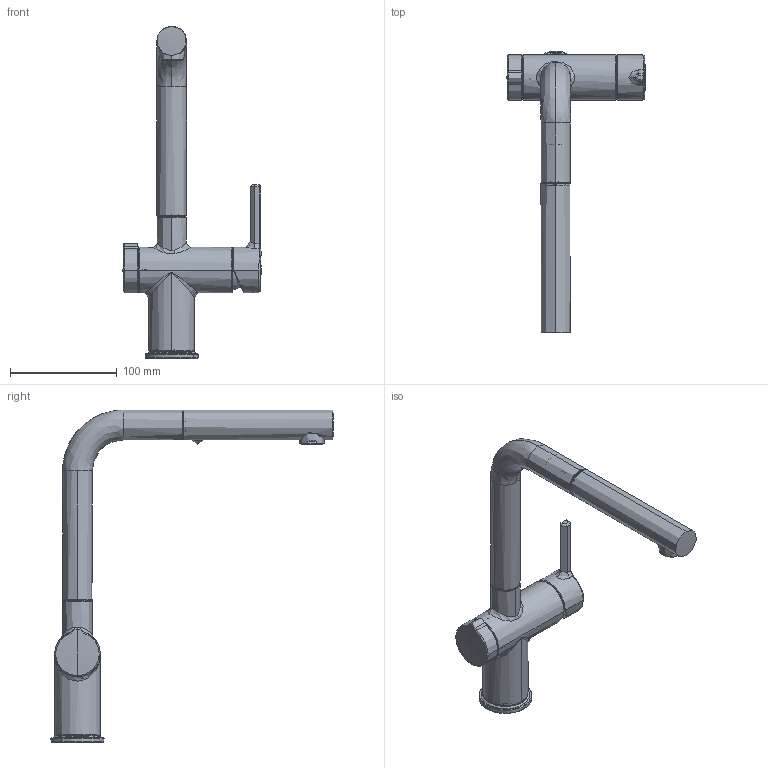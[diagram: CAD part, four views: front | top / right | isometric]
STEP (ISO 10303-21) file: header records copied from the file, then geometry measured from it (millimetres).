
FILE_DESCRIPTION(/* description */ (''),/* implementation_level */ '2;1');
FILE_NAME(/* name */ 'STEP - TA7711_2266987, 2266988',/* time_stamp */ '2025-05-14T11:57:09+10:00',/* author */ (''),/* organization */ (''),/* preprocessor_version */ 'ST-DEVELOPER v16.5',/* originating_system */ 'Rhino 7.37',/* authorisation */ '');
FILE_SCHEMA (('AUTOMOTIVE_DESIGN'));
Length unit declared in the file: millimetre
Products named in the file (19): Document; LOGO_CALDO_FREDDO; ACIK127117_2--_LPULLOUT; comp_ACIK127117_2--; inserto_plastica_maniglia_i-knob_127016; canna_�28_doccia_estraibile_live_77065_000; Flex_nylon_grigio_metallico_G1-2_calotta_conica_girevole_M15x1_maschi
o_girevole_bussola_ridotta_1700mm_guarniz_1_2_01973; COD_CONICO_cod_nylon_grigio; guarnizione 19x12x2_00919_4--; corpo_lavello_active_zama_IKNOB_127023; Grano_piatto_ M4 x 5_30411_000; inserto_camicia_doccia_estraibile_00878_G00; coprighiera_37x19_cartuccia_35_nobili_81002_000; anello_POM_27.7x24x1_127010; doccetta_�28_2_getti_MICRO_EVO_1_140_90_aeratore_SINAIR_AM
FAG_ADOCC00142_195_STEP; leva_lavello_active_127001; maniglia_iknob_active_127025; anello_base_active_127020; tappino_copriforo_cromato_piatto_38007_000
Assembly tree (18 placements, depth 5):
  Document
    LOGO_CALDO_FREDDO
    ACIK127117_2--_LPULLOUT
      comp_ACIK127117_2--
        inserto_plastica_maniglia_i-knob_127016
        canna_�28_doccia_estraibile_live_77065_000
        Flex_nylon_grigio_metallico_G1-2_calotta_conica_girevole_M15x1_maschi
o_girevole_bussola_ridotta_1700mm_guarniz_1_2_01973
          COD_CONICO_cod_nylon_grigio
          guarnizione 19x12x2_00919_4--
        corpo_lavello_active_zama_IKNOB_127023
        Grano_piatto_ M4 x 5_30411_000
        inserto_camicia_doccia_estraibile_00878_G00
        coprighiera_37x19_cartuccia_35_nobili_81002_000
        anello_POM_27.7x24x1_127010
        doccetta_�28_2_getti_MICRO_EVO_1_140_90_aeratore_SINAIR_AM
FAG_ADOCC00142_195_STEP
        leva_lavello_active_127001
        maniglia_iknob_active_127025
        anello_base_active_127020
        tappino_copriforo_cromato_piatto_38007_000
Bounding box: 129.56 x 264.9 x 311.5 mm (x, y, z)
Volume: 136635.3 mm3; surface area: 144689.4 mm2
Topology: 21 solids, 41 shells, 3312 faces, 8589 edges, 5232 vertices
Faces by surface type: cylinder 1485, bspline 915, plane 912
Full cylindrical faces by diameter (mm): 3.129 x1, 4.823 x1
Entity records: 156020 total; most frequent: CARTESIAN_POINT 100274, ORIENTED_EDGE 16968, EDGE_CURVE 8563, B_SPLINE_CURVE_WITH_KNOTS 6879, VERTEX_POINT 5232, EDGE_LOOP 3437, ADVANCED_FACE 3312, FACE_OUTER_BOUND 3312
